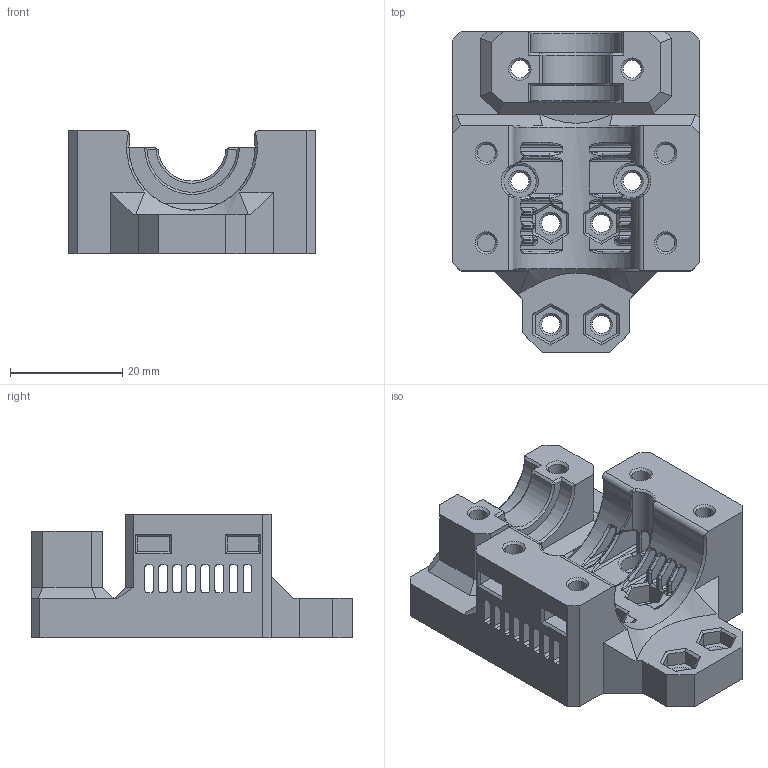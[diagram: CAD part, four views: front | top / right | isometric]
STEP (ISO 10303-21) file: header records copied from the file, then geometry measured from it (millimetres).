
FILE_DESCRIPTION(/* description */ (''),/* implementation_level */ '2;1');
FILE_NAME(/* name */ 'XCarriage v37.step',/* time_stamp */ '2025-04-20T18:23:50+10:00',/* author */ (''),/* organization */ (''),/* preprocessor_version */ 'ST-DEVELOPER v20.1',/* originating_system */ 'Autodesk Translation Framework v14.4.0.0',/* authorisation */ '');
FILE_SCHEMA (('AUTOMOTIVE_DESIGN { 1 0 10303 214 3 1 1 }','INTEGRATED_CNC_SCHEMA'));
Length unit declared in the file: millimetre
Products named in the file (1): XCarriage
Bounding box: 44 x 57.2 x 22 mm (x, y, z)
Volume: 25133 mm3; surface area: 12406.2 mm2
Topology: 1 solids, 1 shells, 589 faces, 1499 edges, 908 vertices
Faces by surface type: plane 277, cylinder 146, bspline 76, torus 58, cone 30, sphere 2
Full cylindrical faces by diameter (mm): 3.2 x16, 5.8 x2
Entity records: 20552 total; most frequent: CARTESIAN_POINT 6541, ORIENTED_EDGE 2998, DIRECTION 2805, EDGE_CURVE 1499, AXIS2_PLACEMENT_3D 988, VERTEX_POINT 908, LINE 829, VECTOR 829
